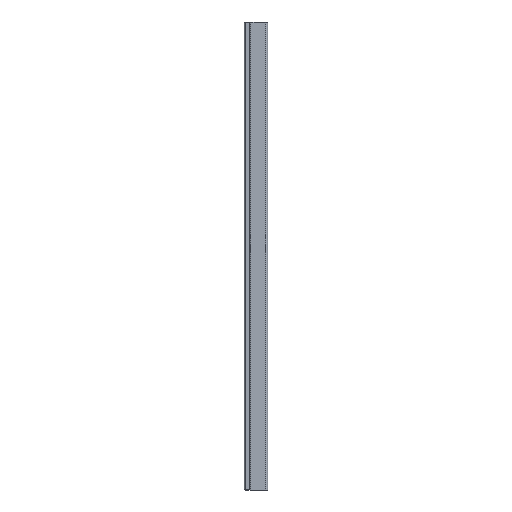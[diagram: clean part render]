
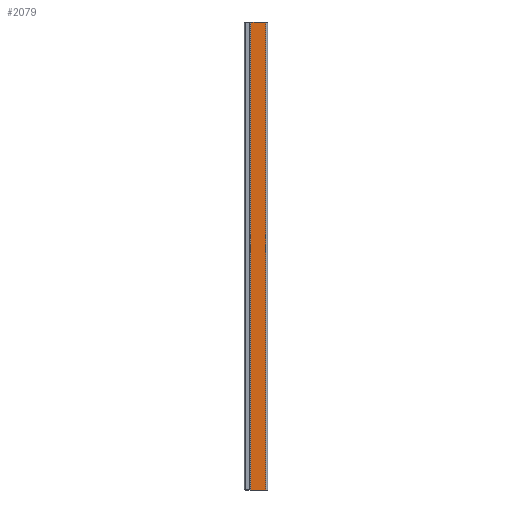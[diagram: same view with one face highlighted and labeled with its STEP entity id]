
A CAD part, left-side view. The second image highlights one B-rep face of the part: STEP entity #2079.
In plain terms, the highlighted planar face has unit normal (-1, 0, 0).
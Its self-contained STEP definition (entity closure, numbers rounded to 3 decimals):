
#135 = VECTOR ( 'NONE', #5032, 1000. ) ;
#232 = DIRECTION ( 'NONE',  ( 0., 1., 0. ) ) ;
#1196 = EDGE_LOOP ( 'NONE', ( #6208, #2366, #3252, #6170 ) ) ;
#1238 = CARTESIAN_POINT ( 'NONE',  ( 931.353, 155.357, -850. ) ) ;
#1357 = CARTESIAN_POINT ( 'NONE',  ( 931.353, 193.675, 350. ) ) ;
#1419 = VERTEX_POINT ( 'NONE', #2063 ) ;
#1422 = DIRECTION ( 'NONE',  ( 0., -1., 0. ) ) ;
#1449 = EDGE_CURVE ( 'NONE', #5150, #5549, #5161, .T. ) ;
#1477 = VECTOR ( 'NONE', #232, 1000. ) ;
#1646 = CARTESIAN_POINT ( 'NONE',  ( 931.353, 193.675, 0. ) ) ;
#1906 = DIRECTION ( 'NONE',  ( 0., 0., -1. ) ) ;
#2063 = CARTESIAN_POINT ( 'NONE',  ( 931.353, 155.357, 350. ) ) ;
#2079 = ADVANCED_FACE ( 'NONE', ( #3832 ), #5333, .T. ) ;
#2325 = DIRECTION ( 'NONE',  ( -1., 0., 0. ) ) ;
#2366 = ORIENTED_EDGE ( 'NONE', *, *, #5957, .F. ) ;
#2762 = LINE ( 'NONE', #4801, #5917 ) ;
#3154 = EDGE_CURVE ( 'NONE', #5549, #1419, #6068, .T. ) ;
#3252 = ORIENTED_EDGE ( 'NONE', *, *, #3934, .F. ) ;
#3336 = CARTESIAN_POINT ( 'NONE',  ( 931.353, 173.261, 350. ) ) ;
#3832 = FACE_OUTER_BOUND ( 'NONE', #1196, .T. ) ;
#3934 = EDGE_CURVE ( 'NONE', #1419, #6159, #2762, .T. ) ;
#4360 = LINE ( 'NONE', #1238, #1477 ) ;
#4596 = VECTOR ( 'NONE', #1422, 1000. ) ;
#4801 = CARTESIAN_POINT ( 'NONE',  ( 931.353, 155.357, 0. ) ) ;
#5032 = DIRECTION ( 'NONE',  ( 0., 0., 1. ) ) ;
#5150 = VERTEX_POINT ( 'NONE', #5922 ) ;
#5161 = LINE ( 'NONE', #1646, #135 ) ;
#5207 = CARTESIAN_POINT ( 'NONE',  ( 931.353, 115.355, 0. ) ) ;
#5333 = PLANE ( 'NONE',  #5929 ) ;
#5549 = VERTEX_POINT ( 'NONE', #1357 ) ;
#5691 = DIRECTION ( 'NONE',  ( 0., 0., 1. ) ) ;
#5917 = VECTOR ( 'NONE', #1906, 1000. ) ;
#5922 = CARTESIAN_POINT ( 'NONE',  ( 931.353, 193.675, -850. ) ) ;
#5929 = AXIS2_PLACEMENT_3D ( 'NONE', #5207, #2325, #5691 ) ;
#5957 = EDGE_CURVE ( 'NONE', #6159, #5150, #4360, .T. ) ;
#6068 = LINE ( 'NONE', #3336, #4596 ) ;
#6154 = CARTESIAN_POINT ( 'NONE',  ( 931.353, 155.357, -850. ) ) ;
#6159 = VERTEX_POINT ( 'NONE', #6154 ) ;
#6170 = ORIENTED_EDGE ( 'NONE', *, *, #3154, .F. ) ;
#6208 = ORIENTED_EDGE ( 'NONE', *, *, #1449, .F. ) ;
